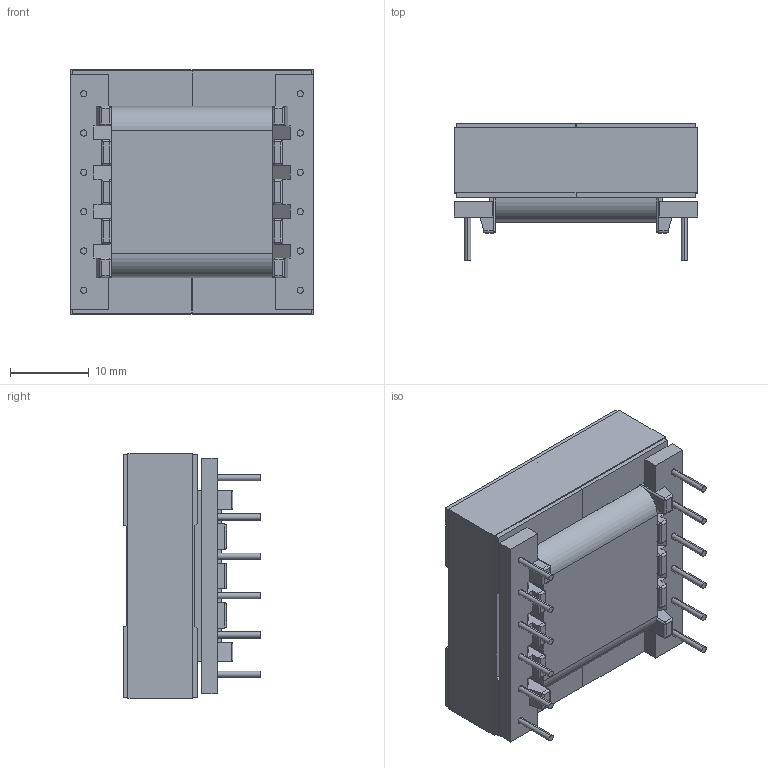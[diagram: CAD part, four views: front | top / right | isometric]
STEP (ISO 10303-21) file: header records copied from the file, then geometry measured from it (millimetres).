
FILE_DESCRIPTION (( 'STEP AP214' ), '1' );
FILE_NAME ('EFD30_5491.STEP', '2019-01-31T19:25:25', ( '' ), ( '' ), 'SwSTEP 2.0', 'SolidWorks 2017', '' );
FILE_SCHEMA (( 'AUTOMOTIVE_DESIGN' ));
Length unit declared in the file: millimetre
Products named in the file (5): 440-9991-2308; 150-2308_6A; 070-5490_coil; 070-5491_6B; EFD30_5491
Assembly tree (5 placements, depth 2):
  EFD30_5491
    070-5491_6B
    070-5490_coil
    150-2308_6A  x2
    440-9991-2308
Bounding box: 31 x 17.43 x 31.1 mm (x, y, z)
Volume: 10241 mm3; surface area: 11699.1 mm2
Topology: 5 solids, 5 shells, 296 faces, 768 edges, 480 vertices
Faces by surface type: plane 173, cylinder 107, sphere 16
Entity records: 8615 total; most frequent: CARTESIAN_POINT 1580, ORIENTED_EDGE 1364, DIRECTION 1320, EDGE_CURVE 682, VECTOR 480, LINE 480, VERTEX_POINT 434, AXIS2_PLACEMENT_3D 420
